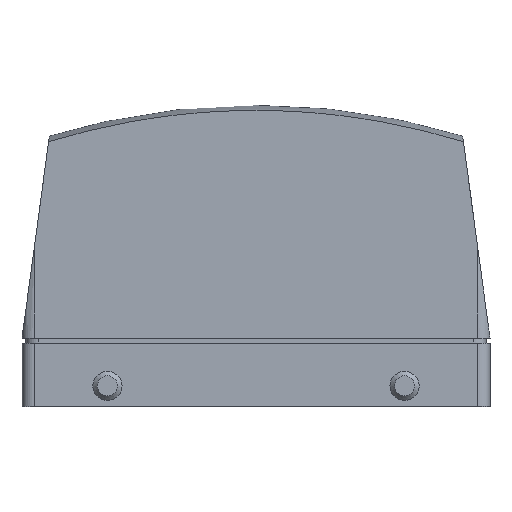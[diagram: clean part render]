
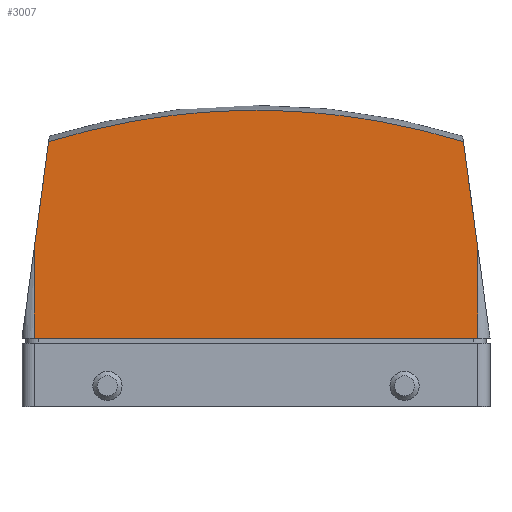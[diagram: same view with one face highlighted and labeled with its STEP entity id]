
A CAD part, top view. The second image highlights one B-rep face of the part: STEP entity #3007.
In plain terms, the highlighted planar face has unit normal (0, 0, 1).
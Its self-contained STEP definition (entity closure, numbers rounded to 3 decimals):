
#79 = VECTOR ( 'NONE', #983, 1000. ) ;
#81 = VECTOR ( 'NONE', #985, 1000. ) ;
#84 = VECTOR ( 'NONE', #987, 1000. ) ;
#85 = VECTOR ( 'NONE', #989, 1000. ) ;
#88 = AXIS2_PLACEMENT_3D ( 'NONE', #996, #995, #994 ) ;
#90 = VECTOR ( 'NONE', #1001, 1000. ) ;
#94 = CIRCLE ( 'NONE', #88, 180.691 ) ;
#235 = EDGE_CURVE ( 'NONE', #2178, #1804, #1534, .T. ) ;
#237 = EDGE_CURVE ( 'NONE', #1806, #1803, #94, .T. ) ;
#239 = EDGE_CURVE ( 'NONE', #2178, #1806, #1533, .T. ) ;
#240 = EDGE_CURVE ( 'NONE', #1804, #2175, #1532, .T. ) ;
#241 = EDGE_CURVE ( 'NONE', #1803, #1802, #1531, .T. ) ;
#242 = EDGE_CURVE ( 'NONE', #1802, #2175, #1530, .T. ) ;
#657 = CARTESIAN_POINT ( 'NONE',  ( 3.2, 41.187, 43.5 ) ) ;
#660 = CARTESIAN_POINT ( 'NONE',  ( 117.3, 17.55, 43.5 ) ) ;
#710 = CARTESIAN_POINT ( 'NONE',  ( 6.847, 68.127, 43.5 ) ) ;
#712 = CARTESIAN_POINT ( 'NONE',  ( 3.2, 17.55, 43.5 ) ) ;
#713 = CARTESIAN_POINT ( 'NONE',  ( 113.653, 68.127, 43.5 ) ) ;
#714 = CARTESIAN_POINT ( 'NONE',  ( 117.3, 41.187, 43.5 ) ) ;
#983 = DIRECTION ( 'NONE',  ( 0., -1., 0. ) ) ;
#984 = CARTESIAN_POINT ( 'NONE',  ( 117.3, 65.55, 43.5 ) ) ;
#985 = DIRECTION ( 'NONE',  ( 0.134, -0.991, 0. ) ) ;
#986 = CARTESIAN_POINT ( 'NONE',  ( 120.5, 17.55, 43.5 ) ) ;
#987 = DIRECTION ( 'NONE',  ( 1., 0., 0. ) ) ;
#988 = CARTESIAN_POINT ( 'NONE',  ( 3.2, 17.55, 43.5 ) ) ;
#989 = DIRECTION ( 'NONE',  ( 0.134, 0.991, 0. ) ) ;
#990 = CARTESIAN_POINT ( 'NONE',  ( 0., 17.55, 43.5 ) ) ;
#994 = DIRECTION ( 'NONE',  ( 1., 0., 0. ) ) ;
#995 = DIRECTION ( 'NONE',  ( 0., 0., -1. ) ) ;
#996 = CARTESIAN_POINT ( 'NONE',  ( 60.25, -104.492, 43.5 ) ) ;
#1001 = DIRECTION ( 'NONE',  ( 0., -1., 0. ) ) ;
#1002 = CARTESIAN_POINT ( 'NONE',  ( 3.2, 65.55, 43.5 ) ) ;
#1375 = FACE_OUTER_BOUND ( 'NONE', #1867, .T. ) ;
#1530 = LINE ( 'NONE', #984, #79 ) ;
#1531 = LINE ( 'NONE', #986, #81 ) ;
#1532 = LINE ( 'NONE', #988, #84 ) ;
#1533 = LINE ( 'NONE', #990, #85 ) ;
#1534 = LINE ( 'NONE', #1002, #90 ) ;
#1802 = VERTEX_POINT ( 'NONE', #714 ) ;
#1803 = VERTEX_POINT ( 'NONE', #713 ) ;
#1804 = VERTEX_POINT ( 'NONE', #712 ) ;
#1806 = VERTEX_POINT ( 'NONE', #710 ) ;
#1867 = EDGE_LOOP ( 'NONE', ( #2083, #2081, #2082, #2080, #2078, #2079 ) ) ;
#2078 = ORIENTED_EDGE ( 'NONE', *, *, #242, .F. ) ;
#2079 = ORIENTED_EDGE ( 'NONE', *, *, #241, .F. ) ;
#2080 = ORIENTED_EDGE ( 'NONE', *, *, #240, .T. ) ;
#2081 = ORIENTED_EDGE ( 'NONE', *, *, #239, .F. ) ;
#2082 = ORIENTED_EDGE ( 'NONE', *, *, #235, .T. ) ;
#2083 = ORIENTED_EDGE ( 'NONE', *, *, #237, .F. ) ;
#2175 = VERTEX_POINT ( 'NONE', #660 ) ;
#2178 = VERTEX_POINT ( 'NONE', #657 ) ;
#2282 = AXIS2_PLACEMENT_3D ( 'NONE', #2624, #2565, #2557 ) ;
#2557 = DIRECTION ( 'NONE',  ( -1., 0., 0. ) ) ;
#2560 = PLANE ( 'NONE',  #2282 ) ;
#2565 = DIRECTION ( 'NONE',  ( 0., 0., -1. ) ) ;
#2624 = CARTESIAN_POINT ( 'NONE',  ( 3.2, 65.55, 43.5 ) ) ;
#3007 = ADVANCED_FACE ( 'NONE', ( #1375 ), #2560, .F. ) ;
